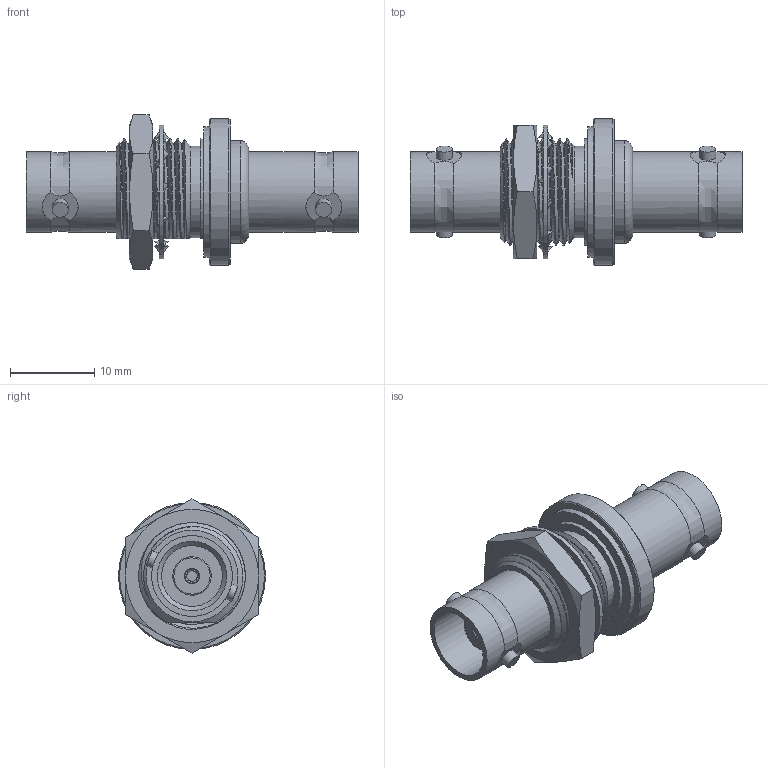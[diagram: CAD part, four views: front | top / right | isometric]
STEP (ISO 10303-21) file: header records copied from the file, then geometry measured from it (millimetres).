
FILE_DESCRIPTION (( 'STEP AP203' ), '1' );
FILE_NAME ('M55339-13-00492.step', '2019-11-15T21:30:06', ( '' ), ( '' ), 'SwSTEP 2.0', 'SolidWorks 2018', '' );
FILE_SCHEMA (( 'CONFIG_CONTROL_DESIGN' ));
Length unit declared in the file: inch
Products named in the file (1): M55339-13-00492
Bounding box: 39.5 x 17.5 x 18.33 mm (x, y, z)
Volume: 3276.4 mm3; surface area: 3844.4 mm2
Topology: 5 solids, 5 shells, 242 faces, 674 edges, 456 vertices
Faces by surface type: plane 79, bspline 77, cylinder 53, cone 30, torus 3
Full cylindrical faces by diameter (mm): 1.27 x2, 1.778 x3, 1.905 x4, 4.572 x2, 8.255 x2, 9.601 x4, 10.881 x1, 12.209 x1, 12.7 x1, 13 x1, 15.494 x1, 15.748 x1, 15.875 x1, 17.501 x1
Entity records: 20796 total; most frequent: CARTESIAN_POINT 15539, ORIENTED_EDGE 1234, DIRECTION 802, EDGE_CURVE 617, VERTEX_POINT 437, AXIS2_PLACEMENT_3D 328, EDGE_LOOP 300, FACE_OUTER_BOUND 269
